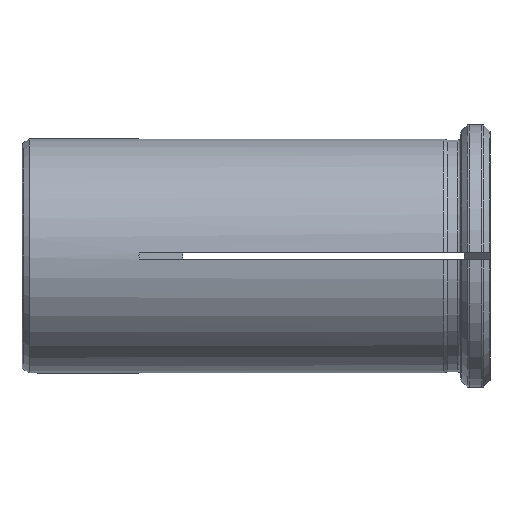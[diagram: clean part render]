
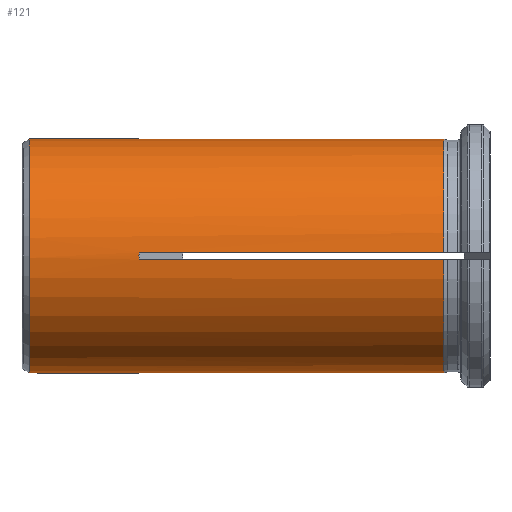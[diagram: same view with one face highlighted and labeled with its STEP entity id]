
A CAD part, front view. The second image highlights one B-rep face of the part: STEP entity #121.
In plain terms, the highlighted cylindrical face has radius 16 mm (diameter 32 mm), a full revolution.
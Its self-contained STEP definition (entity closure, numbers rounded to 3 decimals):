
#121=ADVANCED_FACE( '', ( #299, #300 ), #301, .T. );
#299=FACE_OUTER_BOUND( '', #534, .T. );
#300=FACE_OUTER_BOUND( '', #535, .T. );
#301=CYLINDRICAL_SURFACE( '', #536, 16. );
#534=EDGE_LOOP( '', ( #870 ) );
#535=EDGE_LOOP( '', ( #871, #872, #873, #874, #875, #876, #877, #878, #879, #880, #881, #882, #883, #884, #885, #886 ) );
#536=AXIS2_PLACEMENT_3D( '', #887, #888, #889 );
#870=ORIENTED_EDGE( '', *, *, #1508, .F. );
#871=ORIENTED_EDGE( '', *, *, #1509, .F. );
#872=ORIENTED_EDGE( '', *, *, #1510, .T. );
#873=ORIENTED_EDGE( '', *, *, #1511, .T. );
#874=ORIENTED_EDGE( '', *, *, #1512, .F. );
#875=ORIENTED_EDGE( '', *, *, #1513, .F. );
#876=ORIENTED_EDGE( '', *, *, #1425, .T. );
#877=ORIENTED_EDGE( '', *, *, #1472, .T. );
#878=ORIENTED_EDGE( '', *, *, #1506, .F. );
#879=ORIENTED_EDGE( '', *, *, #1514, .F. );
#880=ORIENTED_EDGE( '', *, *, #1515, .T. );
#881=ORIENTED_EDGE( '', *, *, #1516, .T. );
#882=ORIENTED_EDGE( '', *, *, #1517, .F. );
#883=ORIENTED_EDGE( '', *, *, #1518, .F. );
#884=ORIENTED_EDGE( '', *, *, #1408, .T. );
#885=ORIENTED_EDGE( '', *, *, #1519, .T. );
#886=ORIENTED_EDGE( '', *, *, #1520, .F. );
#887=CARTESIAN_POINT( '', ( -60., 0., 0. ) );
#888=DIRECTION( '', ( 1., 0., 0. ) );
#889=DIRECTION( '', ( 0., 0., 1. ) );
#1408=EDGE_CURVE( '', #1684, #1682, #1685, .T. );
#1425=EDGE_CURVE( '', #1717, #1715, #1718, .T. );
#1472=EDGE_CURVE( '', #1715, #1800, #1802, .F. );
#1506=EDGE_CURVE( '', #1857, #1800, #1859, .T. );
#1508=EDGE_CURVE( '', #1861, #1861, #1862, .F. );
#1509=EDGE_CURVE( '', #1863, #1864, #1865, .F. );
#1510=EDGE_CURVE( '', #1863, #1866, #1867, .T. );
#1511=EDGE_CURVE( '', #1866, #1868, #1869, .F. );
#1512=EDGE_CURVE( '', #1870, #1868, #1871, .T. );
#1513=EDGE_CURVE( '', #1717, #1870, #1872, .F. );
#1514=EDGE_CURVE( '', #1873, #1857, #1874, .F. );
#1515=EDGE_CURVE( '', #1873, #1875, #1876, .T. );
#1516=EDGE_CURVE( '', #1875, #1877, #1878, .F. );
#1517=EDGE_CURVE( '', #1879, #1877, #1880, .T. );
#1518=EDGE_CURVE( '', #1684, #1879, #1881, .F. );
#1519=EDGE_CURVE( '', #1682, #1882, #1883, .F. );
#1520=EDGE_CURVE( '', #1864, #1882, #1884, .T. );
#1682=VERTEX_POINT( '', #2094 );
#1684=VERTEX_POINT( '', #2097 );
#1685=LINE( '', #2098, #2099 );
#1715=VERTEX_POINT( '', #2168 );
#1717=VERTEX_POINT( '', #2171 );
#1718=LINE( '', #2172, #2173 );
#1800=VERTEX_POINT( '', #2319 );
#1802=ELLIPSE( '', #2322, 22.627, 16. );
#1857=VERTEX_POINT( '', #2423 );
#1859=LINE( '', #2428, #2429 );
#1861=VERTEX_POINT( '', #2431 );
#1862=CIRCLE( '', #2432, 16. );
#1863=VERTEX_POINT( '', #2433 );
#1864=VERTEX_POINT( '', #2434 );
#1865=CIRCLE( '', #2435, 16. );
#1866=VERTEX_POINT( '', #2436 );
#1867=LINE( '', #2437, #2438 );
#1868=VERTEX_POINT( '', #2439 );
#1869=ELLIPSE( '', #2440, 22.627, 16. );
#1870=VERTEX_POINT( '', #2441 );
#1871=LINE( '', #2442, #2443 );
#1872=CIRCLE( '', #2444, 16. );
#1873=VERTEX_POINT( '', #2445 );
#1874=CIRCLE( '', #2446, 16. );
#1875=VERTEX_POINT( '', #2447 );
#1876=LINE( '', #2448, #2449 );
#1877=VERTEX_POINT( '', #2450 );
#1878=ELLIPSE( '', #2451, 22.627, 16. );
#1879=VERTEX_POINT( '', #2452 );
#1880=LINE( '', #2453, #2454 );
#1881=CIRCLE( '', #2455, 16. );
#1882=VERTEX_POINT( '', #2456 );
#1883=ELLIPSE( '', #2457, 22.627, 16. );
#1884=LINE( '', #2458, #2459 );
#2094=CARTESIAN_POINT( '', ( -43.992, 0.5, -15.992 ) );
#2097=CARTESIAN_POINT( '', ( -2.313, 0.5, -15.992 ) );
#2098=CARTESIAN_POINT( '', ( -60., 0.5, -15.992 ) );
#2099=VECTOR( '', #2838, 1000. );
#2168=CARTESIAN_POINT( '', ( -43.992, -0.5, 15.992 ) );
#2171=CARTESIAN_POINT( '', ( -2.313, -0.5, 15.992 ) );
#2172=CARTESIAN_POINT( '', ( -60., -0.5, 15.992 ) );
#2173=VECTOR( '', #2846, 1000. );
#2319=CARTESIAN_POINT( '', ( -43.992, 0.5, 15.992 ) );
#2322=AXIS2_PLACEMENT_3D( '', #2908, #2909, #2910 );
#2423=CARTESIAN_POINT( '', ( -2.313, 0.5, 15.992 ) );
#2428=CARTESIAN_POINT( '', ( -60., 0.5, 15.992 ) );
#2429=VECTOR( '', #2948, 1000. );
#2431=CARTESIAN_POINT( '', ( -58.986, 0., -16. ) );
#2432=AXIS2_PLACEMENT_3D( '', #2949, #2950, #2951 );
#2433=CARTESIAN_POINT( '', ( -2.313, -15.992, -0.5 ) );
#2434=CARTESIAN_POINT( '', ( -2.313, -0.5, -15.992 ) );
#2435=AXIS2_PLACEMENT_3D( '', #2952, #2953, #2954 );
#2436=CARTESIAN_POINT( '', ( -43.992, -15.992, -0.5 ) );
#2437=CARTESIAN_POINT( '', ( -60., -15.992, -0.5 ) );
#2438=VECTOR( '', #2955, 1000. );
#2439=CARTESIAN_POINT( '', ( -43.992, -15.992, 0.5 ) );
#2440=AXIS2_PLACEMENT_3D( '', #2956, #2957, #2958 );
#2441=CARTESIAN_POINT( '', ( -2.313, -15.992, 0.5 ) );
#2442=CARTESIAN_POINT( '', ( -60., -15.992, 0.5 ) );
#2443=VECTOR( '', #2959, 1000. );
#2444=AXIS2_PLACEMENT_3D( '', #2960, #2961, #2962 );
#2445=CARTESIAN_POINT( '', ( -2.313, 15.992, 0.5 ) );
#2446=AXIS2_PLACEMENT_3D( '', #2963, #2964, #2965 );
#2447=CARTESIAN_POINT( '', ( -43.992, 15.992, 0.5 ) );
#2448=CARTESIAN_POINT( '', ( -60., 15.992, 0.5 ) );
#2449=VECTOR( '', #2966, 1000. );
#2450=CARTESIAN_POINT( '', ( -43.992, 15.992, -0.5 ) );
#2451=AXIS2_PLACEMENT_3D( '', #2967, #2968, #2969 );
#2452=CARTESIAN_POINT( '', ( -2.313, 15.992, -0.5 ) );
#2453=CARTESIAN_POINT( '', ( -60., 15.992, -0.5 ) );
#2454=VECTOR( '', #2970, 1000. );
#2455=AXIS2_PLACEMENT_3D( '', #2971, #2972, #2973 );
#2456=CARTESIAN_POINT( '', ( -43.992, -0.5, -15.992 ) );
#2457=AXIS2_PLACEMENT_3D( '', #2974, #2975, #2976 );
#2458=CARTESIAN_POINT( '', ( -60., -0.5, -15.992 ) );
#2459=VECTOR( '', #2977, 1000. );
#2838=DIRECTION( '', ( -1., 0., 0. ) );
#2846=DIRECTION( '', ( -1., 0., 0. ) );
#2908=CARTESIAN_POINT( '', ( -28., 0., 0. ) );
#2909=DIRECTION( '', ( 0.707, 0., 0.707 ) );
#2910=DIRECTION( '', ( -0.707, 0., 0.707 ) );
#2948=DIRECTION( '', ( -1., 0., 0. ) );
#2949=CARTESIAN_POINT( '', ( -58.986, 0., 0. ) );
#2950=DIRECTION( '', ( 1., 0., 0. ) );
#2951=DIRECTION( '', ( 0., 0., -1. ) );
#2952=CARTESIAN_POINT( '', ( -2.313, 0., 0. ) );
#2953=DIRECTION( '', ( -1., 0., 0. ) );
#2954=DIRECTION( '', ( 0., 0., 1. ) );
#2955=DIRECTION( '', ( -1., 0., 0. ) );
#2956=CARTESIAN_POINT( '', ( -28., 0., 0. ) );
#2957=DIRECTION( '', ( 0.707, -0.707, 0. ) );
#2958=DIRECTION( '', ( -0.707, -0.707, 0. ) );
#2959=DIRECTION( '', ( -1., 0., 0. ) );
#2960=CARTESIAN_POINT( '', ( -2.313, 0., 0. ) );
#2961=DIRECTION( '', ( -1., 0., 0. ) );
#2962=DIRECTION( '', ( 0., 0., 1. ) );
#2963=CARTESIAN_POINT( '', ( -2.313, 0., 0. ) );
#2964=DIRECTION( '', ( -1., 0., 0. ) );
#2965=DIRECTION( '', ( 0., 0., 1. ) );
#2966=DIRECTION( '', ( -1., 0., 0. ) );
#2967=CARTESIAN_POINT( '', ( -28., 0., 0. ) );
#2968=DIRECTION( '', ( 0.707, 0.707, 0. ) );
#2969=DIRECTION( '', ( -0.707, 0.707, 0. ) );
#2970=DIRECTION( '', ( -1., 0., 0. ) );
#2971=CARTESIAN_POINT( '', ( -2.313, 0., 0. ) );
#2972=DIRECTION( '', ( -1., 0., 0. ) );
#2973=DIRECTION( '', ( 0., 0., 1. ) );
#2974=CARTESIAN_POINT( '', ( -28., 0., 0. ) );
#2975=DIRECTION( '', ( 0.707, 0., -0.707 ) );
#2976=DIRECTION( '', ( -0.707, 0., -0.707 ) );
#2977=DIRECTION( '', ( -1., 0., 0. ) );
